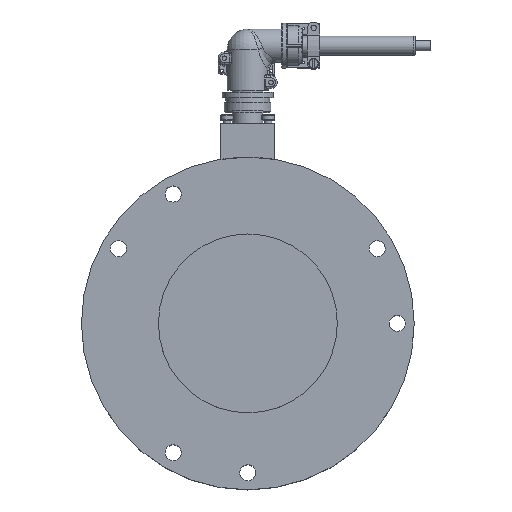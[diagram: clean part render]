
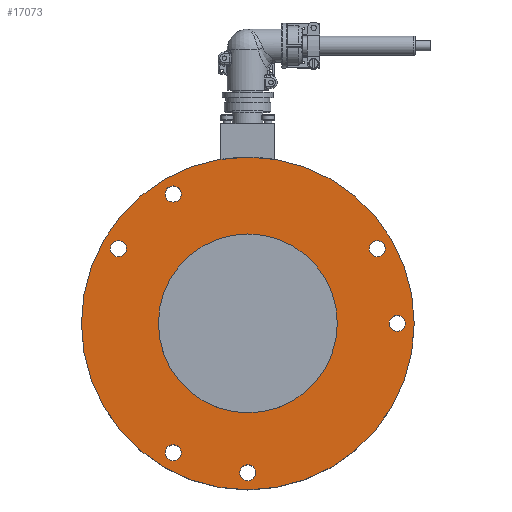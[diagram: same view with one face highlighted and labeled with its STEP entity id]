
A CAD part, top view. The second image highlights one B-rep face of the part: STEP entity #17073.
In plain terms, the highlighted planar face has unit normal (0, 0, 1).
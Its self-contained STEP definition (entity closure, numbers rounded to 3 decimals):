
#95 = FACE_BOUND ( 'NONE', #9198, .T. ) ;
#269 = EDGE_LOOP ( 'NONE', ( #12388 ) ) ;
#381 = VERTEX_POINT ( 'NONE', #6492 ) ;
#616 = CARTESIAN_POINT ( 'NONE',  ( -45.647, -70.063, 33.25 ) ) ;
#708 = EDGE_CURVE ( 'NONE', #13498, #13498, #10671, .T. ) ;
#826 = CARTESIAN_POINT ( 'NONE',  ( 0., -83.5, 33.25 ) ) ;
#1486 = EDGE_CURVE ( 'NONE', #4943, #4943, #5005, .T. ) ;
#1516 = VERTEX_POINT ( 'NONE', #3023 ) ;
#2007 = DIRECTION ( 'NONE',  ( 0., 0., 1. ) ) ;
#2194 = DIRECTION ( 'NONE',  ( -0.866, 0.5, 0. ) ) ;
#2654 = EDGE_LOOP ( 'NONE', ( #16845 ) ) ;
#2902 = ORIENTED_EDGE ( 'NONE', *, *, #1486, .F. ) ;
#3023 = CARTESIAN_POINT ( 'NONE',  ( -3.897, -81.25, 33.25 ) ) ;
#3206 = FACE_BOUND ( 'NONE', #14361, .T. ) ;
#3242 = EDGE_CURVE ( 'NONE', #8754, #8754, #12244, .T. ) ;
#3362 = CARTESIAN_POINT ( 'NONE',  ( -41.75, -72.313, 33.25 ) ) ;
#3542 = DIRECTION ( 'NONE',  ( 0., 0., 1. ) ) ;
#3658 = AXIS2_PLACEMENT_3D ( 'NONE', #4823, #2007, #2194 ) ;
#4311 = ORIENTED_EDGE ( 'NONE', *, *, #708, .F. ) ;
#4324 = EDGE_CURVE ( 'NONE', #1516, #1516, #8849, .T. ) ;
#4517 = CIRCLE ( 'NONE', #3658, 4.5 ) ;
#4823 = CARTESIAN_POINT ( 'NONE',  ( 72.313, 41.75, 33.25 ) ) ;
#4904 = DIRECTION ( 'NONE',  ( 0., 0., 1. ) ) ;
#4943 = VERTEX_POINT ( 'NONE', #6640 ) ;
#4992 = ORIENTED_EDGE ( 'NONE', *, *, #15931, .F. ) ;
#5005 = CIRCLE ( 'NONE', #15499, 4.5 ) ;
#5008 = EDGE_LOOP ( 'NONE', ( #13624 ) ) ;
#5100 = DIRECTION ( 'NONE',  ( -0.5, -0.866, 0. ) ) ;
#5122 = ORIENTED_EDGE ( 'NONE', *, *, #17365, .F. ) ;
#5457 = VERTEX_POINT ( 'NONE', #9756 ) ;
#5752 = DIRECTION ( 'NONE',  ( -0.866, 0.5, 0. ) ) ;
#5999 = CIRCLE ( 'NONE', #14987, 4.5 ) ;
#6492 = CARTESIAN_POINT ( 'NONE',  ( 68.416, 44., 33.25 ) ) ;
#6640 = CARTESIAN_POINT ( 'NONE',  ( -76.21, 44., 33.25 ) ) ;
#6928 = CARTESIAN_POINT ( 'NONE',  ( -41.75, 72.313, 33.25 ) ) ;
#7164 = CARTESIAN_POINT ( 'NONE',  ( 0., 0., 33.25 ) ) ;
#7262 = FACE_BOUND ( 'NONE', #12467, .T. ) ;
#7273 = EDGE_CURVE ( 'NONE', #381, #381, #4517, .T. ) ;
#7323 = DIRECTION ( 'NONE',  ( -0.866, 0.5, 0. ) ) ;
#7383 = AXIS2_PLACEMENT_3D ( 'NONE', #3362, #3542, #16505 ) ;
#7549 = CARTESIAN_POINT ( 'NONE',  ( 0., 0., 33.25 ) ) ;
#8409 = DIRECTION ( 'NONE',  ( 0., 0., 1. ) ) ;
#8501 = CARTESIAN_POINT ( 'NONE',  ( 0., 0., 33.25 ) ) ;
#8658 = CARTESIAN_POINT ( 'NONE',  ( -80.54, 46.5, 33.25 ) ) ;
#8754 = VERTEX_POINT ( 'NONE', #8658 ) ;
#8849 = CIRCLE ( 'NONE', #12739, 4.5 ) ;
#8934 = FACE_BOUND ( 'NONE', #16001, .T. ) ;
#9198 = EDGE_LOOP ( 'NONE', ( #4311 ) ) ;
#9756 = CARTESIAN_POINT ( 'NONE',  ( -25., -43.301, 33.25 ) ) ;
#10055 = FACE_BOUND ( 'NONE', #16484, .T. ) ;
#10411 = VERTEX_POINT ( 'NONE', #11817 ) ;
#10597 = CARTESIAN_POINT ( 'NONE',  ( 83.5, 0., 33.25 ) ) ;
#10671 = CIRCLE ( 'NONE', #7383, 4.5 ) ;
#10968 = DIRECTION ( 'NONE',  ( 0., 0., 1. ) ) ;
#11343 = DIRECTION ( 'NONE',  ( -0.866, 0.5, 0. ) ) ;
#11563 = FACE_OUTER_BOUND ( 'NONE', #269, .T. ) ;
#11591 = DIRECTION ( 'NONE',  ( -0.866, 0.5, 0. ) ) ;
#11817 = CARTESIAN_POINT ( 'NONE',  ( -45.647, 74.563, 33.25 ) ) ;
#11900 = EDGE_CURVE ( 'NONE', #5457, #5457, #16705, .T. ) ;
#12244 = CIRCLE ( 'NONE', #12542, 93. ) ;
#12388 = ORIENTED_EDGE ( 'NONE', *, *, #3242, .T. ) ;
#12467 = EDGE_LOOP ( 'NONE', ( #2902 ) ) ;
#12542 = AXIS2_PLACEMENT_3D ( 'NONE', #8501, #8409, #11591 ) ;
#12647 = DIRECTION ( 'NONE',  ( 0., 0., 1. ) ) ;
#12739 = AXIS2_PLACEMENT_3D ( 'NONE', #826, #10968, #13614 ) ;
#12835 = DIRECTION ( 'NONE',  ( -0.866, 0.5, 0. ) ) ;
#12877 = DIRECTION ( 'NONE',  ( 0., 0., 1. ) ) ;
#12928 = CIRCLE ( 'NONE', #14429, 4.5 ) ;
#13498 = VERTEX_POINT ( 'NONE', #616 ) ;
#13512 = AXIS2_PLACEMENT_3D ( 'NONE', #7164, #12877, #5752 ) ;
#13614 = DIRECTION ( 'NONE',  ( -0.866, 0.5, 0. ) ) ;
#13624 = ORIENTED_EDGE ( 'NONE', *, *, #11900, .F. ) ;
#14175 = DIRECTION ( 'NONE',  ( 0., 0., 1. ) ) ;
#14179 = CARTESIAN_POINT ( 'NONE',  ( 79.603, 2.25, 33.25 ) ) ;
#14361 = EDGE_LOOP ( 'NONE', ( #5122 ) ) ;
#14429 = AXIS2_PLACEMENT_3D ( 'NONE', #6928, #12647, #12835 ) ;
#14670 = PLANE ( 'NONE',  #13512 ) ;
#14987 = AXIS2_PLACEMENT_3D ( 'NONE', #10597, #16320, #7323 ) ;
#15499 = AXIS2_PLACEMENT_3D ( 'NONE', #15775, #14175, #11343 ) ;
#15775 = CARTESIAN_POINT ( 'NONE',  ( -72.313, 41.75, 33.25 ) ) ;
#15931 = EDGE_CURVE ( 'NONE', #16992, #16992, #5999, .T. ) ;
#16001 = EDGE_LOOP ( 'NONE', ( #18557 ) ) ;
#16320 = DIRECTION ( 'NONE',  ( 0., 0., 1. ) ) ;
#16484 = EDGE_LOOP ( 'NONE', ( #4992 ) ) ;
#16505 = DIRECTION ( 'NONE',  ( -0.866, 0.5, 0. ) ) ;
#16705 = CIRCLE ( 'NONE', #17870, 50. ) ;
#16845 = ORIENTED_EDGE ( 'NONE', *, *, #7273, .F. ) ;
#16992 = VERTEX_POINT ( 'NONE', #14179 ) ;
#17073 = ADVANCED_FACE ( 'NONE', ( #3206, #7262, #10055, #17300, #95, #8934, #11563, #17582 ), #14670, .T. ) ;
#17300 = FACE_BOUND ( 'NONE', #2654, .T. ) ;
#17365 = EDGE_CURVE ( 'NONE', #10411, #10411, #12928, .T. ) ;
#17582 = FACE_BOUND ( 'NONE', #5008, .T. ) ;
#17870 = AXIS2_PLACEMENT_3D ( 'NONE', #7549, #4904, #5100 ) ;
#18557 = ORIENTED_EDGE ( 'NONE', *, *, #4324, .F. ) ;
